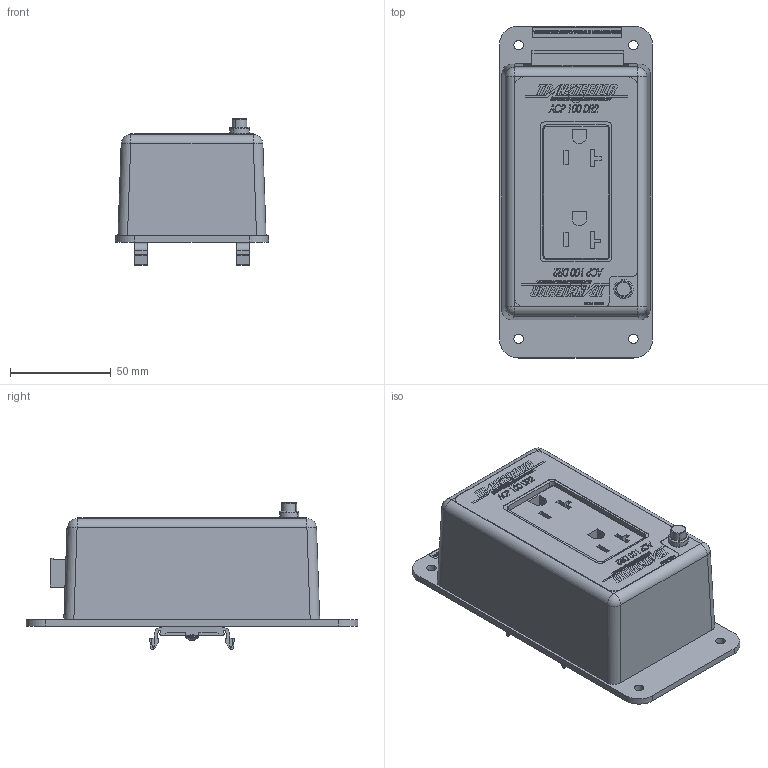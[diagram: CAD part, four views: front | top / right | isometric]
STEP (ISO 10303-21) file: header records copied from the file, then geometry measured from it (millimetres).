
FILE_DESCRIPTION (( 'STEP AP214' ), '1' );
FILE_NAME ('1101-578-E.STEP', '2019-01-16T18:38:00', ( '' ), ( '' ), 'SwSTEP 2.0', 'SolidWorks 2018', '' );
FILE_SCHEMA (( 'AUTOMOTIVE_DESIGN' ));
Length unit declared in the file: inch
Products named in the file (20): 3450-011 rev b (TRIMMED FOR 1100-426)_ends trimmed; 2107-227; 2003-1568; 2250-653; 2024-035; 2500-216; 2001-112; 733-000-010_.354 center to center; 2400-173; 2021-190; 1101-578-E; 2105-278; 2004-051; Copy of 3300-069^2250-653; 2102-007; 2003-1611; 2102-207; 2003-1569; 2500-288; 2100-046
Assembly tree (29 placements, depth 3):
  1101-578-E
    2024-035
      2004-051
    2021-190
      2001-112
    2250-653
      733-000-010_.354 center to center
      Copy of 3300-069^2250-653  x4
      2107-227  x4
      2105-278  x2
      2400-173
      2500-216
    3450-011 rev b (TRIMMED FOR 1100-426)_ends trimmed
    2102-007  x2
    2500-288  x2
    2102-207  x2
    2100-046
    2003-1568
    2003-1569
    2003-1611
Bounding box: 76.2 x 165.1 x 72.98 mm (x, y, z)
Volume: 188107.3 mm3; surface area: 125086.1 mm2
Topology: 38 solids, 38 shells, 5934 faces, 16634 edges, 11002 vertices
Faces by surface type: plane 4987, cylinder 496, bspline 233, cone 166, torus 40, sphere 12
Entity records: 257123 total; most frequent: CARTESIAN_POINT 49671, ORIENTED_EDGE 31386, DIRECTION 26463, EDGE_CURVE 15693, VECTOR 14205, LINE 14205, VERTEX_POINT 10397, AXIS2_PLACEMENT_3D 6129
